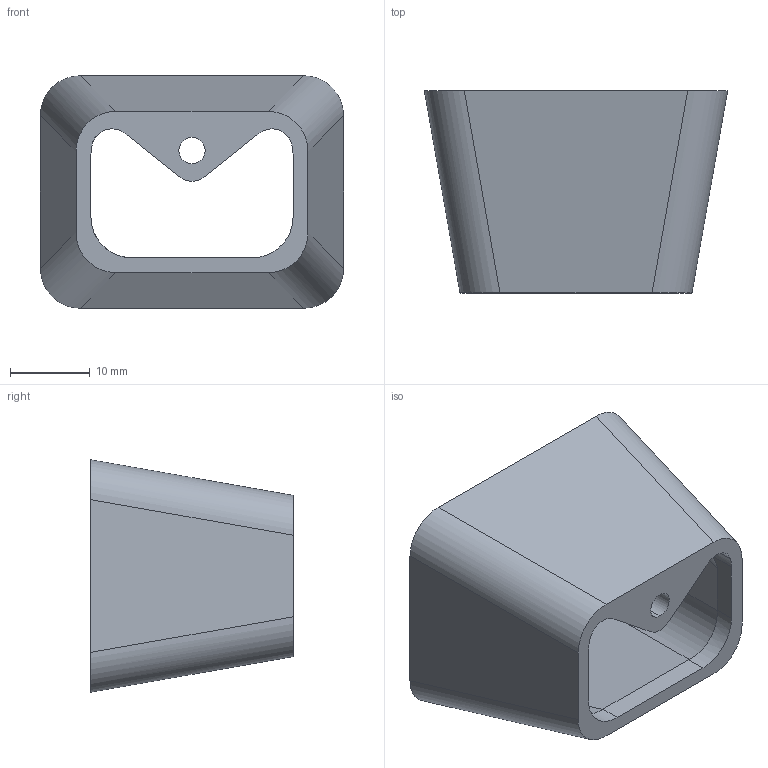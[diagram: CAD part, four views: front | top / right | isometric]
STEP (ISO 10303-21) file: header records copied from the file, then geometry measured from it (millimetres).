
FILE_DESCRIPTION (( 'STEP AP203' ), '1' );
FILE_NAME ('IR_Emit-Det.STEP', '2024-10-17T20:48:30', ( '' ), ( '' ), 'SwSTEP 2.0', 'SolidWorks 2023', '' );
FILE_SCHEMA (( 'CONFIG_CONTROL_DESIGN' ));
Length unit declared in the file: inch
Products named in the file (1): IR_Emit-Det
Bounding box: 38.1 x 25.4 x 29.21 mm (x, y, z)
Volume: 6424.1 mm3; surface area: 5741.9 mm2
Topology: 1 solids, 1 shells, 36 faces, 102 edges, 68 vertices
Faces by surface type: cylinder 20, plane 16
Entity records: 1287 total; most frequent: CARTESIAN_POINT 318, ORIENTED_EDGE 204, DIRECTION 168, EDGE_CURVE 102, VERTEX_POINT 68, AXIS2_PLACEMENT_3D 56, VECTOR 56, LINE 56
